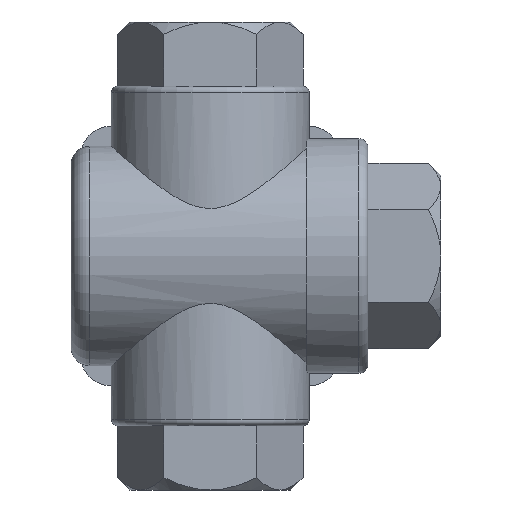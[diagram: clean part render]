
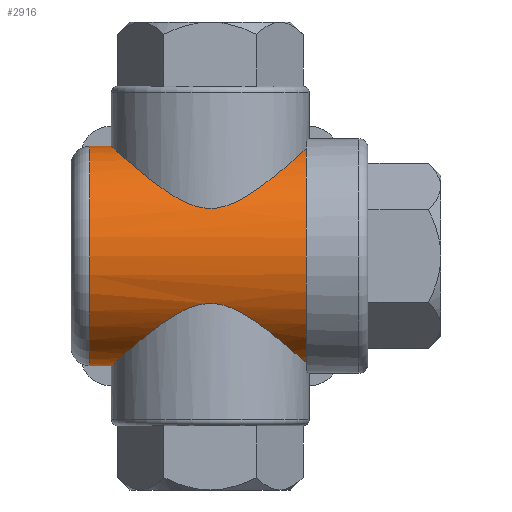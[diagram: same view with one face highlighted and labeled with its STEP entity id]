
A CAD part, front view. The second image highlights one B-rep face of the part: STEP entity #2916.
In plain terms, the highlighted cylindrical face has radius 17.75 mm (diameter 35.5 mm), a full revolution.
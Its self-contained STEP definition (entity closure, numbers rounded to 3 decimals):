
#35=B_SPLINE_CURVE_WITH_KNOTS('',3,(#4514,#4515,#4516,#4517,#4518,#4519,
#4520,#4521,#4522,#4523,#4524,#4525,#4526,#4527,#4528,#4529,#4530,#4531,
#4532,#4533,#4534,#4535,#4536,#4537),.UNSPECIFIED.,.F.,.F.,(4,1,1,1,1,1,
1,1,1,1,1,1,1,1,1,1,1,1,1,1,1,4),(0.,0.005,0.007,
0.009,0.014,0.018,0.02,
0.023,0.025,0.027,0.029,
0.032,0.034,0.036,0.041,
0.045,0.05,0.054,0.059,
0.063,0.068,0.072),.UNSPECIFIED.);
#37=B_SPLINE_CURVE_WITH_KNOTS('',3,(#4552,#4553,#4554,#4555,#4556,#4557,
#4558,#4559,#4560),.UNSPECIFIED.,.F.,.F.,(4,1,1,1,1,1,4),(0.005,
0.011,0.014,0.017,0.02,
0.023,0.028),.UNSPECIFIED.);
#38=B_SPLINE_CURVE_WITH_KNOTS('',3,(#4562,#4563,#4564,#4565,#4566,#4567,
#4568,#4569,#4570,#4571,#4572,#4573,#4574,#4575,#4576,#4577,#4578,#4579,
#4580,#4581,#4582,#4583),.UNSPECIFIED.,.F.,.F.,(4,1,1,1,1,1,1,1,1,1,1,1,
1,1,1,1,1,1,1,4),(0.029,0.033,0.038,
0.042,0.047,0.051,0.056,
0.06,0.065,0.069,0.072,
0.074,0.076,0.078,0.081,
0.083,0.087,0.092,0.097,
0.101),.UNSPECIFIED.);
#152=CYLINDRICAL_SURFACE('',#3157,17.75);
#227=CIRCLE('',#3158,17.75);
#228=CIRCLE('',#3159,17.75);
#480=ORIENTED_EDGE('',*,*,#1311,.T.);
#481=ORIENTED_EDGE('',*,*,#1316,.F.);
#482=ORIENTED_EDGE('',*,*,#1317,.T.);
#483=ORIENTED_EDGE('',*,*,#1318,.F.);
#484=ORIENTED_EDGE('',*,*,#1319,.T.);
#1311=EDGE_CURVE('',#1715,#1714,#35,.T.);
#1316=EDGE_CURVE('',#1719,#1714,#37,.T.);
#1317=EDGE_CURVE('',#1719,#1720,#38,.T.);
#1318=EDGE_CURVE('',#1715,#1720,#227,.T.);
#1319=EDGE_CURVE('',#1721,#1721,#228,.T.);
#1714=VERTEX_POINT('',#4513);
#1715=VERTEX_POINT('',#4538);
#1719=VERTEX_POINT('',#4561);
#1720=VERTEX_POINT('',#4584);
#1721=VERTEX_POINT('',#4587);
#2383=EDGE_LOOP('',(#480,#481,#482,#483));
#2384=EDGE_LOOP('',(#484));
#2604=FACE_BOUND('',#2383,.T.);
#2605=FACE_BOUND('',#2384,.T.);
#2916=ADVANCED_FACE('',(#2604,#2605),#152,.T.);
#3157=AXIS2_PLACEMENT_3D('',#4551,#3619,#3620);
#3158=AXIS2_PLACEMENT_3D('',#4585,#3621,#3622);
#3159=AXIS2_PLACEMENT_3D('',#4586,#3623,#3624);
#3619=DIRECTION('',(1.,0.,0.));
#3620=DIRECTION('',(0.,0.,-1.));
#3621=DIRECTION('',(1.,0.,0.));
#3622=DIRECTION('',(0.,0.,-1.));
#3623=DIRECTION('',(1.,0.,0.));
#3624=DIRECTION('',(0.,0.,-1.));
#4513=CARTESIAN_POINT('',(-5.059,15.179,9.201));
#4514=CARTESIAN_POINT('',(15.5,-3.969,17.301));
#4515=CARTESIAN_POINT('',(15.128,-5.422,16.967));
#4516=CARTESIAN_POINT('',(14.303,-7.403,16.231));
#4517=CARTESIAN_POINT('',(12.771,-9.71,14.901));
#4518=CARTESIAN_POINT('',(11.034,-11.716,13.431));
#4519=CARTESIAN_POINT('',(8.497,-13.737,11.394));
#4520=CARTESIAN_POINT('',(5.558,-15.111,9.372));
#4521=CARTESIAN_POINT('',(2.842,-15.796,8.111));
#4522=CARTESIAN_POINT('',(0.604,-16.044,7.593));
#4523=CARTESIAN_POINT('',(-1.697,-15.963,7.767));
#4524=CARTESIAN_POINT('',(-3.838,-15.58,8.527));
#4525=CARTESIAN_POINT('',(-5.778,-14.964,9.578));
#4526=CARTESIAN_POINT('',(-7.549,-14.15,10.751));
#4527=CARTESIAN_POINT('',(-9.178,-13.153,11.957));
#4528=CARTESIAN_POINT('',(-11.214,-11.54,13.573));
#4529=CARTESIAN_POINT('',(-13.379,-9.085,15.416));
#4530=CARTESIAN_POINT('',(-15.327,-5.26,17.142));
#4531=CARTESIAN_POINT('',(-16.203,-0.778,17.933));
#4532=CARTESIAN_POINT('',(-15.755,3.829,17.527));
#4533=CARTESIAN_POINT('',(-14.116,7.916,16.063));
#4534=CARTESIAN_POINT('',(-11.675,11.176,13.951));
#4535=CARTESIAN_POINT('',(-8.656,13.635,11.516));
#4536=CARTESIAN_POINT('',(-6.344,14.751,9.908));
#4537=CARTESIAN_POINT('',(-5.059,15.179,9.201));
#4538=CARTESIAN_POINT('',(15.5,-3.969,17.301));
#4551=CARTESIAN_POINT('',(25.5,0.,0.));
#4552=CARTESIAN_POINT('',(-5.059,15.179,-9.201));
#4553=CARTESIAN_POINT('',(-6.678,15.719,-8.311));
#4554=CARTESIAN_POINT('',(-8.715,16.728,-6.359));
#4555=CARTESIAN_POINT('',(-10.228,17.587,-2.892));
#4556=CARTESIAN_POINT('',(-10.634,17.83,-0.021));
#4557=CARTESIAN_POINT('',(-10.235,17.591,2.875));
#4558=CARTESIAN_POINT('',(-8.716,16.728,6.361));
#4559=CARTESIAN_POINT('',(-6.67,15.716,8.315));
#4560=CARTESIAN_POINT('',(-5.059,15.179,9.201));
#4561=CARTESIAN_POINT('',(-5.059,15.179,-9.201));
#4562=CARTESIAN_POINT('',(-5.059,15.179,-9.201));
#4563=CARTESIAN_POINT('',(-6.342,14.751,-9.906));
#4564=CARTESIAN_POINT('',(-8.653,13.638,-11.514));
#4565=CARTESIAN_POINT('',(-11.671,11.175,-13.948));
#4566=CARTESIAN_POINT('',(-14.083,7.969,-16.034));
#4567=CARTESIAN_POINT('',(-15.739,3.89,-17.513));
#4568=CARTESIAN_POINT('',(-16.206,-0.698,-17.937));
#4569=CARTESIAN_POINT('',(-15.348,-5.206,-17.161));
#4570=CARTESIAN_POINT('',(-13.406,-9.049,-15.439));
#4571=CARTESIAN_POINT('',(-10.783,-12.031,-13.208));
#4572=CARTESIAN_POINT('',(-8.135,-13.882,-11.139));
#4573=CARTESIAN_POINT('',(-5.784,-14.962,-9.581));
#4574=CARTESIAN_POINT('',(-3.834,-15.581,-8.524));
#4575=CARTESIAN_POINT('',(-1.687,-15.964,-7.764));
#4576=CARTESIAN_POINT('',(0.625,-16.044,-7.593));
#4577=CARTESIAN_POINT('',(2.87,-15.79,-8.122));
#4578=CARTESIAN_POINT('',(5.565,-15.107,-9.379));
#4579=CARTESIAN_POINT('',(8.508,-13.728,-11.403));
#4580=CARTESIAN_POINT('',(11.525,-11.326,-13.825));
#4581=CARTESIAN_POINT('',(14.002,-8.112,-15.963));
#4582=CARTESIAN_POINT('',(15.128,-5.42,-16.968));
#4583=CARTESIAN_POINT('',(15.5,-3.969,-17.301));
#4584=CARTESIAN_POINT('',(15.5,-3.969,-17.301));
#4585=CARTESIAN_POINT('',(15.5,0.,0.));
#4586=CARTESIAN_POINT('',(-19.5,0.,0.));
#4587=CARTESIAN_POINT('',(-19.5,0.,-17.75));
